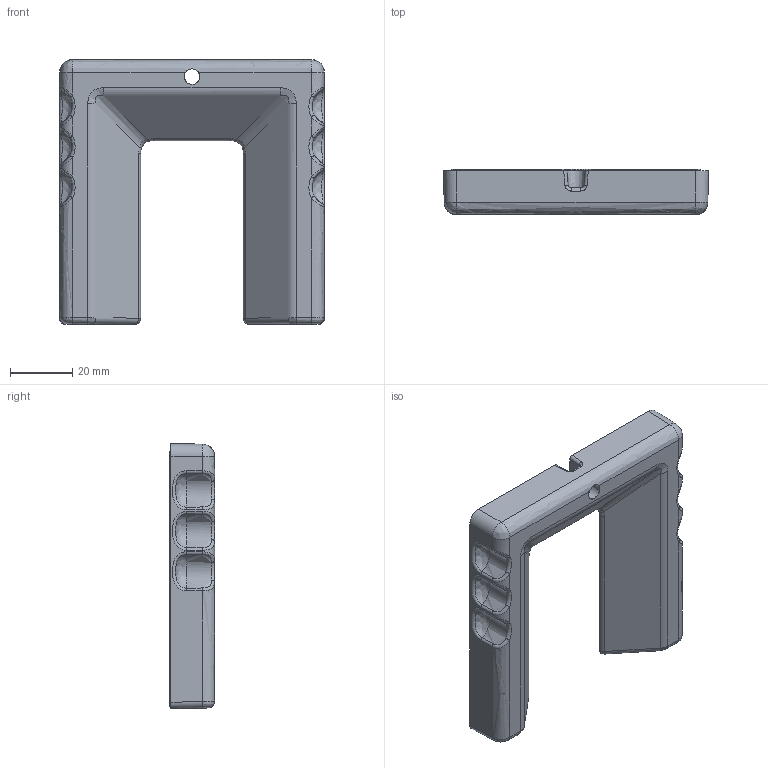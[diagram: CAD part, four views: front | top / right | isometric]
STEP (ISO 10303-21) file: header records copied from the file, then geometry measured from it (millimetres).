
FILE_DESCRIPTION((''),'2;1');
FILE_NAME('','2012-08-22T09:11:13',(''),(''),'','CADfix','');
FILE_SCHEMA(('AUTOMOTIVE_DESIGN { 1 0 10303 214 1 1 1 1 }'));
Length unit declared in the file: millimetre
Bounding box: 85 x 14.5 x 85 mm (x, y, z)
Volume: 54770.7 mm3; surface area: 24760.4 mm2
Topology: 2 solids, 2 shells, 200 faces, 509 edges, 309 vertices
Faces by surface type: bspline 200
Entity records: 13186 total; most frequent: CARTESIAN_POINT 10173, ORIENTED_EDGE 1014, EDGE_CURVE 507, VERTEX_POINT 309, B_SPLINE_CURVE_WITH_KNOTS 259, QUASI_UNIFORM_CURVE 238, EDGE_LOOP 200, FACE_OUTER_BOUND 200
